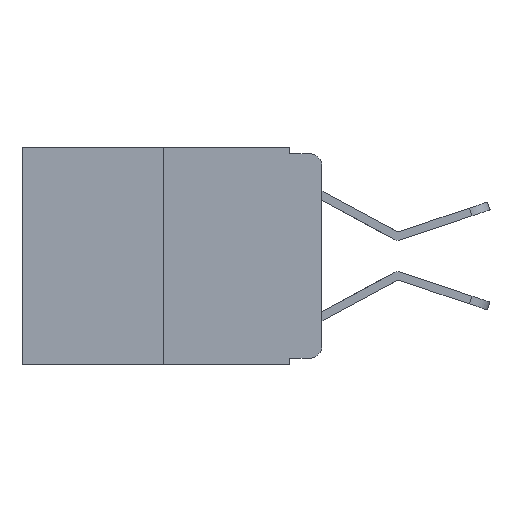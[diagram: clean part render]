
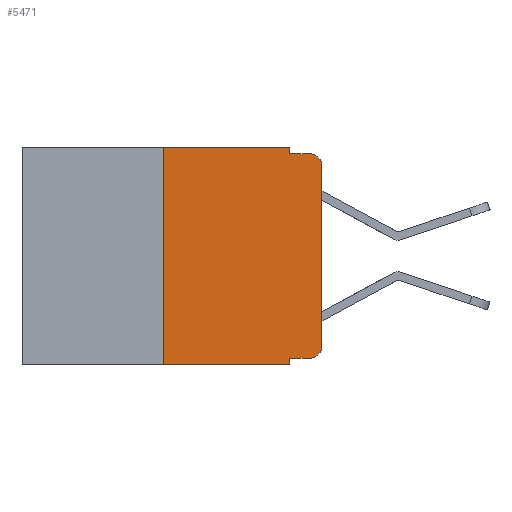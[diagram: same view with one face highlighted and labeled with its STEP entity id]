
A CAD part, left-side view. The second image highlights one B-rep face of the part: STEP entity #5471.
In plain terms, the highlighted planar face has unit normal (-1, 0, 0).
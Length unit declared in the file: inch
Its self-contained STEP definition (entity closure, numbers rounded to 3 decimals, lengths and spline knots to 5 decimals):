
#174 = AXIS2_PLACEMENT_3D ( 'NONE', #4330, #1882, #7703 ) ;
#474 = CARTESIAN_POINT ( 'NONE',  ( 0., 0., 0. ) ) ;
#573 = CARTESIAN_POINT ( 'NONE',  ( 0., 0.051, 0. ) ) ;
#647 = LINE ( 'NONE', #10020, #8563 ) ;
#1230 = CIRCLE ( 'NONE', #174, 0.02 ) ;
#1318 = CARTESIAN_POINT ( 'NONE',  ( 0., 0.051, -0.01 ) ) ;
#1392 = VECTOR ( 'NONE', #3056, 39.37008 ) ;
#1638 = CARTESIAN_POINT ( 'NONE',  ( 0., 0.051, -0.333 ) ) ;
#1823 = CIRCLE ( 'NONE', #9388, 0.02 ) ;
#1882 = DIRECTION ( 'NONE',  ( -1., 0., 0. ) ) ;
#1985 = DIRECTION ( 'NONE',  ( 0., -1., 0. ) ) ;
#2194 = FACE_OUTER_BOUND ( 'NONE', #2307, .T. ) ;
#2307 = EDGE_LOOP ( 'NONE', ( #8384, #9603, #10129, #9494, #6560, #8655, #5931, #9519, #4501, #4582 ) ) ;
#2341 = DIRECTION ( 'NONE',  ( 1., 0., 0. ) ) ;
#2398 = VECTOR ( 'NONE', #2731, 39.37008 ) ;
#2731 = DIRECTION ( 'NONE',  ( 0., -1., 0. ) ) ;
#2769 = EDGE_CURVE ( 'NONE', #9574, #5928, #4179, .T. ) ;
#2779 = VERTEX_POINT ( 'NONE', #1318 ) ;
#3056 = DIRECTION ( 'NONE',  ( 0., 0., -1. ) ) ;
#3297 = EDGE_CURVE ( 'NONE', #2779, #6609, #5105, .T. ) ;
#3484 = CARTESIAN_POINT ( 'NONE',  ( 0., 0.02, -0.03 ) ) ;
#3648 = DIRECTION ( 'NONE',  ( 0., 0., 1. ) ) ;
#3677 = CARTESIAN_POINT ( 'NONE',  ( 0., 0.051, 0. ) ) ;
#3690 = CARTESIAN_POINT ( 'NONE',  ( 0., 0., -0.03 ) ) ;
#3738 = VECTOR ( 'NONE', #3991, 39.37008 ) ;
#3746 = CARTESIAN_POINT ( 'NONE',  ( 0., 0.25, -0.343 ) ) ;
#3783 = CARTESIAN_POINT ( 'NONE',  ( 0., 0.25, 0. ) ) ;
#3908 = VECTOR ( 'NONE', #3648, 39.37008 ) ;
#3991 = DIRECTION ( 'NONE',  ( 0., -1., 0. ) ) ;
#4179 = LINE ( 'NONE', #474, #3908 ) ;
#4182 = CARTESIAN_POINT ( 'NONE',  ( 0., 0.02, -0.333 ) ) ;
#4300 = AXIS2_PLACEMENT_3D ( 'NONE', #10674, #2341, #9043 ) ;
#4316 = DIRECTION ( 'NONE',  ( -1., 0., 0. ) ) ;
#4330 = CARTESIAN_POINT ( 'NONE',  ( 0., 0.02, -0.313 ) ) ;
#4397 = DIRECTION ( 'NONE',  ( 0., -1., 0. ) ) ;
#4501 = ORIENTED_EDGE ( 'NONE', *, *, #5543, .T. ) ;
#4582 = ORIENTED_EDGE ( 'NONE', *, *, #8588, .T. ) ;
#4684 = VERTEX_POINT ( 'NONE', #8741 ) ;
#4737 = LINE ( 'NONE', #6036, #2398 ) ;
#4905 = LINE ( 'NONE', #3783, #5575 ) ;
#5001 = CARTESIAN_POINT ( 'NONE',  ( 0., 0.051, -0.343 ) ) ;
#5003 = CARTESIAN_POINT ( 'NONE',  ( 0., 0.051, 0. ) ) ;
#5105 = LINE ( 'NONE', #6924, #7707 ) ;
#5285 = VERTEX_POINT ( 'NONE', #3746 ) ;
#5471 = ADVANCED_FACE ( 'NONE', ( #2194 ), #8145, .F. ) ;
#5543 = EDGE_CURVE ( 'NONE', #4684, #8355, #5976, .T. ) ;
#5575 = VECTOR ( 'NONE', #9621, 39.37008 ) ;
#5808 = EDGE_CURVE ( 'NONE', #5928, #6609, #1823, .T. ) ;
#5928 = VERTEX_POINT ( 'NONE', #3690 ) ;
#5931 = ORIENTED_EDGE ( 'NONE', *, *, #9807, .T. ) ;
#5976 = LINE ( 'NONE', #1638, #3738 ) ;
#6036 = CARTESIAN_POINT ( 'NONE',  ( 0., 0.473, 0. ) ) ;
#6441 = VERTEX_POINT ( 'NONE', #3677 ) ;
#6560 = ORIENTED_EDGE ( 'NONE', *, *, #7922, .F. ) ;
#6609 = VERTEX_POINT ( 'NONE', #8780 ) ;
#6631 = EDGE_CURVE ( 'NONE', #5285, #8099, #4905, .T. ) ;
#6924 = CARTESIAN_POINT ( 'NONE',  ( 0., 0.051, -0.01 ) ) ;
#6980 = EDGE_CURVE ( 'NONE', #4684, #8423, #10599, .T. ) ;
#7379 = DIRECTION ( 'NONE',  ( 0., 0., -1. ) ) ;
#7385 = VECTOR ( 'NONE', #7379, 39.37008 ) ;
#7703 = DIRECTION ( 'NONE',  ( 0., 0., -1. ) ) ;
#7707 = VECTOR ( 'NONE', #1985, 39.37008 ) ;
#7907 = LINE ( 'NONE', #5003, #7385 ) ;
#7922 = EDGE_CURVE ( 'NONE', #8099, #6441, #4737, .T. ) ;
#8099 = VERTEX_POINT ( 'NONE', #10473 ) ;
#8145 = PLANE ( 'NONE',  #4300 ) ;
#8355 = VERTEX_POINT ( 'NONE', #4182 ) ;
#8384 = ORIENTED_EDGE ( 'NONE', *, *, #2769, .T. ) ;
#8423 = VERTEX_POINT ( 'NONE', #5001 ) ;
#8563 = VECTOR ( 'NONE', #4397, 39.37008 ) ;
#8588 = EDGE_CURVE ( 'NONE', #8355, #9574, #1230, .T. ) ;
#8655 = ORIENTED_EDGE ( 'NONE', *, *, #6631, .F. ) ;
#8741 = CARTESIAN_POINT ( 'NONE',  ( 0., 0.051, -0.333 ) ) ;
#8780 = CARTESIAN_POINT ( 'NONE',  ( 0., 0.02, -0.01 ) ) ;
#9043 = DIRECTION ( 'NONE',  ( 0., 0., -1. ) ) ;
#9388 = AXIS2_PLACEMENT_3D ( 'NONE', #3484, #4316, #10139 ) ;
#9494 = ORIENTED_EDGE ( 'NONE', *, *, #10361, .F. ) ;
#9519 = ORIENTED_EDGE ( 'NONE', *, *, #6980, .F. ) ;
#9574 = VERTEX_POINT ( 'NONE', #10697 ) ;
#9603 = ORIENTED_EDGE ( 'NONE', *, *, #5808, .T. ) ;
#9621 = DIRECTION ( 'NONE',  ( 0., 0., 1. ) ) ;
#9807 = EDGE_CURVE ( 'NONE', #5285, #8423, #647, .T. ) ;
#10020 = CARTESIAN_POINT ( 'NONE',  ( 0., 0.473, -0.343 ) ) ;
#10129 = ORIENTED_EDGE ( 'NONE', *, *, #3297, .F. ) ;
#10139 = DIRECTION ( 'NONE',  ( 0., 0., -1. ) ) ;
#10361 = EDGE_CURVE ( 'NONE', #6441, #2779, #7907, .T. ) ;
#10473 = CARTESIAN_POINT ( 'NONE',  ( 0., 0.25, 0. ) ) ;
#10599 = LINE ( 'NONE', #573, #1392 ) ;
#10674 = CARTESIAN_POINT ( 'NONE',  ( 0., 0.473, 0. ) ) ;
#10697 = CARTESIAN_POINT ( 'NONE',  ( 0., 0., -0.313 ) ) ;
